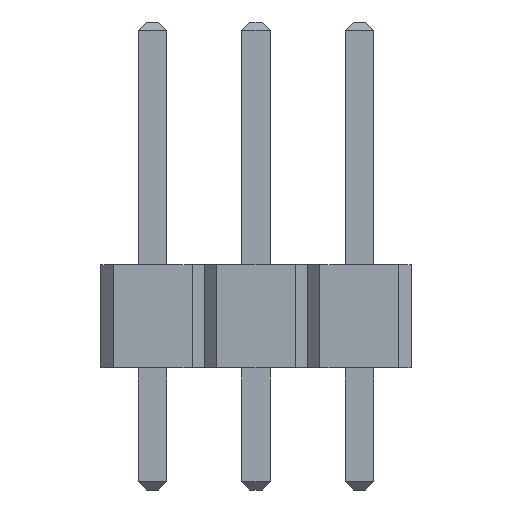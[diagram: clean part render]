
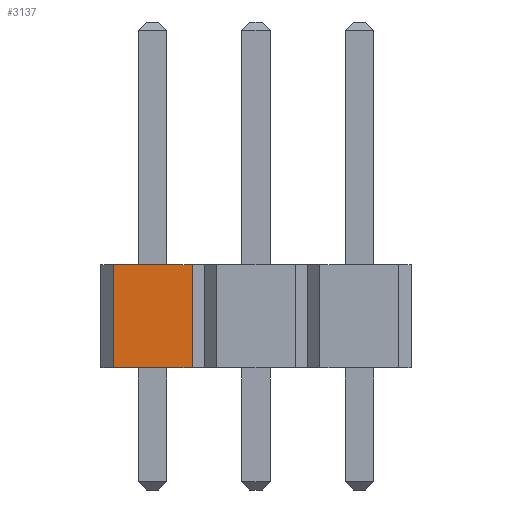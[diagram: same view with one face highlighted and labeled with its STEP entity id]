
A CAD part, front view. The second image highlights one B-rep face of the part: STEP entity #3137.
In plain terms, the highlighted planar face has unit normal (0, -1, 0).
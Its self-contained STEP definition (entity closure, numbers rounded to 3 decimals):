
#2587 = VERTEX_POINT('',#2588);
#2588 = CARTESIAN_POINT('',(-0.97,-13.97,0.));
#2594 = EDGE_CURVE('',#2595,#2587,#2597,.T.);
#2595 = VERTEX_POINT('',#2596);
#2596 = CARTESIAN_POINT('',(0.97,-13.97,0.));
#2597 = LINE('',#2598,#2599);
#2598 = CARTESIAN_POINT('',(1.27,-13.97,0.));
#2599 = VECTOR('',#2600,1.);
#2600 = DIRECTION('',(-1.,0.,0.));
#2809 = VERTEX_POINT('',#2810);
#2810 = CARTESIAN_POINT('',(-0.97,-13.97,2.54));
#2816 = EDGE_CURVE('',#2817,#2809,#2819,.T.);
#2817 = VERTEX_POINT('',#2818);
#2818 = CARTESIAN_POINT('',(0.97,-13.97,2.54));
#2819 = LINE('',#2820,#2821);
#2820 = CARTESIAN_POINT('',(1.27,-13.97,2.54));
#2821 = VECTOR('',#2822,1.);
#2822 = DIRECTION('',(-1.,0.,0.));
#3127 = EDGE_CURVE('',#2595,#2817,#3128,.T.);
#3128 = LINE('',#3129,#3130);
#3129 = CARTESIAN_POINT('',(0.97,-13.97,0.));
#3130 = VECTOR('',#3131,1.);
#3131 = DIRECTION('',(0.,0.,1.));
#3137 = ADVANCED_FACE('',(#3138),#3149,.T.);
#3138 = FACE_BOUND('',#3139,.T.);
#3139 = EDGE_LOOP('',(#3140,#3141,#3142,#3143));
#3140 = ORIENTED_EDGE('',*,*,#2594,.F.);
#3141 = ORIENTED_EDGE('',*,*,#3127,.T.);
#3142 = ORIENTED_EDGE('',*,*,#2816,.T.);
#3143 = ORIENTED_EDGE('',*,*,#3144,.F.);
#3144 = EDGE_CURVE('',#2587,#2809,#3145,.T.);
#3145 = LINE('',#3146,#3147);
#3146 = CARTESIAN_POINT('',(-0.97,-13.97,0.));
#3147 = VECTOR('',#3148,1.);
#3148 = DIRECTION('',(0.,0.,1.));
#3149 = PLANE('',#3150);
#3150 = AXIS2_PLACEMENT_3D('',#3151,#3152,#3153);
#3151 = CARTESIAN_POINT('',(1.27,-13.97,0.));
#3152 = DIRECTION('',(0.,-1.,0.));
#3153 = DIRECTION('',(-1.,0.,0.));
